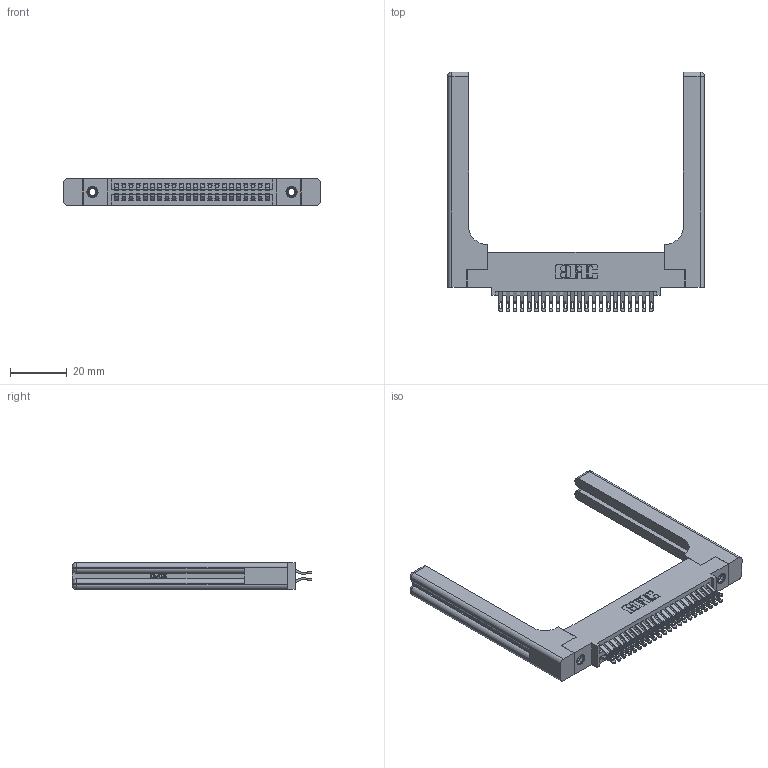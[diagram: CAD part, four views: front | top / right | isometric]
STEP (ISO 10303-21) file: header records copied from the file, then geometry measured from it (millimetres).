
FILE_DESCRIPTION (( 'STEP AP203' ), '1' );
FILE_NAME ('395-044-555-558.STEP', '2019-10-19T02:48:30', ( '' ), ( '' ), 'SwSTEP 2.0', 'SolidWorks 2016', '' );
FILE_SCHEMA (( 'CONFIG_CONTROL_DESIGN' ));
Length unit declared in the file: inch
Products named in the file (5): 345-292-001_555 Tail; 345-250-001_345-250-001-102; 345-220-058_345-220-058; 395-044-555-558; 345 Part_0.110 Offset - 0.156 Dia-TH
Assembly tree (49 placements, depth 2):
  395-044-555-558
    345 Part_0.110 Offset - 0.156 Dia-TH
    345-292-001_555 Tail  x44
    345-250-001_345-250-001-102  x2
    345-220-058_345-220-058  x2
Bounding box: 90.91 x 84.89 x 9.4 mm (x, y, z)
Volume: 17174.5 mm3; surface area: 18067.4 mm2
Topology: 49 solids, 49 shells, 2850 faces, 8807 edges, 5850 vertices
Faces by surface type: plane 1596, cylinder 1194, bspline 36, cone 12, sphere 8, torus 4
Entity records: 25594 total; most frequent: CARTESIAN_POINT 5339, ORIENTED_EDGE 4040, DIRECTION 3632, EDGE_CURVE 2020, LINE 1688, VECTOR 1688, VERTEX_POINT 1338, AXIS2_PLACEMENT_3D 972
